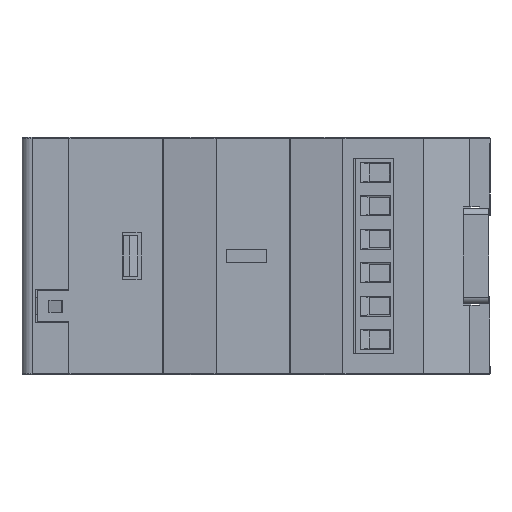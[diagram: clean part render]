
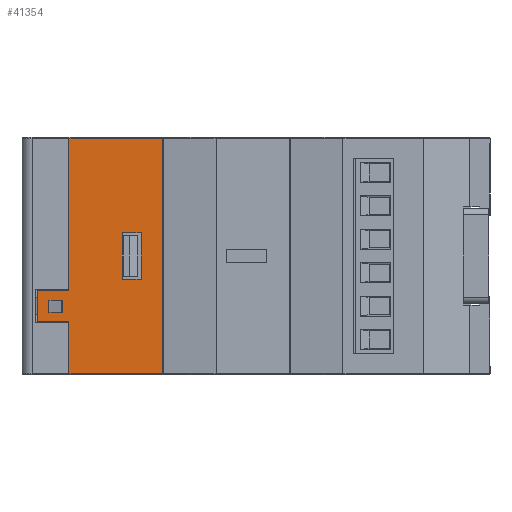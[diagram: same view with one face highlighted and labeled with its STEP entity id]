
A CAD part, left-side view. The second image highlights one B-rep face of the part: STEP entity #41354.
In plain terms, the highlighted planar face has unit normal (-1, 0, 0).
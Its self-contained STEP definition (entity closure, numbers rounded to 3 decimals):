
#2530 = EDGE_CURVE ( 'NONE', #42894, #44822, #25226, .T. ) ;
#3457 = EDGE_CURVE ( 'NONE', #51066, #12280, #22606, .T. ) ;
#3536 = VECTOR ( 'NONE', #44199, 1000. ) ;
#5187 = VERTEX_POINT ( 'NONE', #16219 ) ;
#6107 = ORIENTED_EDGE ( 'NONE', *, *, #27056, .T. ) ;
#6761 = VERTEX_POINT ( 'NONE', #31126 ) ;
#7373 = CARTESIAN_POINT ( 'NONE',  ( -40.397, 32.65, -22. ) ) ;
#7768 = DIRECTION ( 'NONE',  ( 0., 0., -1. ) ) ;
#8574 = ORIENTED_EDGE ( 'NONE', *, *, #14793, .F. ) ;
#8898 = CARTESIAN_POINT ( 'NONE',  ( -40.397, 21.85, 13.4 ) ) ;
#9251 = LINE ( 'NONE', #30102, #34517 ) ;
#9435 = CARTESIAN_POINT ( 'NONE',  ( -40.397, 24.65, -7.9 ) ) ;
#10130 = EDGE_CURVE ( 'NONE', #29089, #32710, #9251, .T. ) ;
#10183 = VECTOR ( 'NONE', #28213, 1000. ) ;
#10586 = LINE ( 'NONE', #24285, #19290 ) ;
#11264 = EDGE_CURVE ( 'NONE', #36925, #37047, #18713, .T. ) ;
#11735 = ORIENTED_EDGE ( 'NONE', *, *, #17846, .F. ) ;
#12074 = CARTESIAN_POINT ( 'NONE',  ( -40.397, 37.35, -14.25 ) ) ;
#12111 = VECTOR ( 'NONE', #50366, 1000. ) ;
#12199 = CARTESIAN_POINT ( 'NONE',  ( -40.397, 18.65, 13.4 ) ) ;
#12280 = VERTEX_POINT ( 'NONE', #43135 ) ;
#12320 = CARTESIAN_POINT ( 'NONE',  ( -40.397, 32.65, 13.4 ) ) ;
#12382 = CARTESIAN_POINT ( 'NONE',  ( -40.397, 18.65, -0.9 ) ) ;
#12791 = FACE_OUTER_BOUND ( 'NONE', #39892, .T. ) ;
#13354 = FACE_BOUND ( 'NONE', #15235, .T. ) ;
#13389 = VECTOR ( 'NONE', #39829, 1000. ) ;
#13588 = CARTESIAN_POINT ( 'NONE',  ( -40.397, 35.65, -11. ) ) ;
#13640 = ORIENTED_EDGE ( 'NONE', *, *, #48161, .T. ) ;
#14163 = EDGE_CURVE ( 'NONE', #29089, #37047, #24528, .T. ) ;
#14173 = CARTESIAN_POINT ( 'NONE',  ( -40.397, 35.65, -11. ) ) ;
#14793 = EDGE_CURVE ( 'NONE', #42123, #16407, #41074, .T. ) ;
#15143 = CARTESIAN_POINT ( 'NONE',  ( -40.397, 18.65, 13.2 ) ) ;
#15172 = VECTOR ( 'NONE', #25317, 1000. ) ;
#15235 = EDGE_LOOP ( 'NONE', ( #13640, #39547, #25385, #17405 ) ) ;
#15710 = DIRECTION ( 'NONE',  ( 0., 1., 0. ) ) ;
#16219 = CARTESIAN_POINT ( 'NONE',  ( -40.397, 32.65, -9.55 ) ) ;
#16287 = CARTESIAN_POINT ( 'NONE',  ( -40.397, 37.35, -9.55 ) ) ;
#16407 = VERTEX_POINT ( 'NONE', #24076 ) ;
#16856 = CARTESIAN_POINT ( 'NONE',  ( -40.397, 18.65, -22. ) ) ;
#17405 = ORIENTED_EDGE ( 'NONE', *, *, #25025, .T. ) ;
#17419 = CARTESIAN_POINT ( 'NONE',  ( -40.397, 32.65, -14.25 ) ) ;
#17846 = EDGE_CURVE ( 'NONE', #16407, #5187, #39897, .T. ) ;
#18053 = VECTOR ( 'NONE', #26838, 1000. ) ;
#18557 = VECTOR ( 'NONE', #24678, 1000. ) ;
#18713 = LINE ( 'NONE', #38194, #18053 ) ;
#18984 = VERTEX_POINT ( 'NONE', #14173 ) ;
#19290 = VECTOR ( 'NONE', #47259, 1000. ) ;
#20059 = ORIENTED_EDGE ( 'NONE', *, *, #2530, .T. ) ;
#20169 = CARTESIAN_POINT ( 'NONE',  ( -40.397, 33.65, -11. ) ) ;
#20835 = CARTESIAN_POINT ( 'NONE',  ( -40.397, 33.65, -12.8 ) ) ;
#21348 = CARTESIAN_POINT ( 'NONE',  ( -40.397, 24.65, -7.9 ) ) ;
#21925 = LINE ( 'NONE', #12382, #41691 ) ;
#22238 = ORIENTED_EDGE ( 'NONE', *, *, #34595, .F. ) ;
#22548 = LINE ( 'NONE', #30225, #42285 ) ;
#22606 = LINE ( 'NONE', #48696, #43677 ) ;
#22742 = VECTOR ( 'NONE', #36837, 1000. ) ;
#23112 = CARTESIAN_POINT ( 'NONE',  ( -40.397, 32.65, -9.55 ) ) ;
#23234 = VECTOR ( 'NONE', #40698, 1000. ) ;
#23633 = VERTEX_POINT ( 'NONE', #17419 ) ;
#24076 = CARTESIAN_POINT ( 'NONE',  ( -40.397, 37.35, -9.55 ) ) ;
#24285 = CARTESIAN_POINT ( 'NONE',  ( -40.397, 33.65, -11. ) ) ;
#24528 = LINE ( 'NONE', #12199, #13389 ) ;
#24678 = DIRECTION ( 'NONE',  ( 0., 0., 1. ) ) ;
#25025 = EDGE_CURVE ( 'NONE', #6761, #18984, #50621, .T. ) ;
#25226 = LINE ( 'NONE', #8898, #22742 ) ;
#25317 = DIRECTION ( 'NONE',  ( 0., -1., 0. ) ) ;
#25385 = ORIENTED_EDGE ( 'NONE', *, *, #29387, .T. ) ;
#26230 = LINE ( 'NONE', #12320, #10183 ) ;
#26445 = DIRECTION ( 'NONE',  ( 0., 0., 1. ) ) ;
#26838 = DIRECTION ( 'NONE',  ( 0., -1., 0. ) ) ;
#27056 = EDGE_CURVE ( 'NONE', #12280, #42894, #21925, .T. ) ;
#27841 = ORIENTED_EDGE ( 'NONE', *, *, #47231, .F. ) ;
#28213 = DIRECTION ( 'NONE',  ( 0., 0., 1. ) ) ;
#28382 = DIRECTION ( 'NONE',  ( 0., 0., 1. ) ) ;
#29089 = VERTEX_POINT ( 'NONE', #15143 ) ;
#29387 = EDGE_CURVE ( 'NONE', #49454, #6761, #33671, .T. ) ;
#29535 = CARTESIAN_POINT ( 'NONE',  ( -40.397, 32.65, 13.2 ) ) ;
#29703 = ORIENTED_EDGE ( 'NONE', *, *, #14163, .F. ) ;
#30102 = CARTESIAN_POINT ( 'NONE',  ( -40.397, 18.65, 13.2 ) ) ;
#30225 = CARTESIAN_POINT ( 'NONE',  ( -40.397, 32.65, 13.4 ) ) ;
#30290 = EDGE_LOOP ( 'NONE', ( #48692, #31983, #6107, #20059 ) ) ;
#31125 = CARTESIAN_POINT ( 'NONE',  ( -40.397, 33.65, -12.8 ) ) ;
#31126 = CARTESIAN_POINT ( 'NONE',  ( -40.397, 35.65, -12.8 ) ) ;
#31302 = ORIENTED_EDGE ( 'NONE', *, *, #10130, .T. ) ;
#31746 = DIRECTION ( 'NONE',  ( 1., 0., 0. ) ) ;
#31863 = CARTESIAN_POINT ( 'NONE',  ( -40.397, 21.85, -7.9 ) ) ;
#31983 = ORIENTED_EDGE ( 'NONE', *, *, #3457, .T. ) ;
#32487 = VECTOR ( 'NONE', #15710, 1000. ) ;
#32710 = VERTEX_POINT ( 'NONE', #29535 ) ;
#33417 = DIRECTION ( 'NONE',  ( 0., 0., 1. ) ) ;
#33599 = CARTESIAN_POINT ( 'NONE',  ( -40.397, 21.85, -0.9 ) ) ;
#33671 = LINE ( 'NONE', #20835, #23234 ) ;
#34517 = VECTOR ( 'NONE', #46543, 1000. ) ;
#34595 = EDGE_CURVE ( 'NONE', #36925, #23633, #22548, .T. ) ;
#36025 = CARTESIAN_POINT ( 'NONE',  ( -40.397, 33.65, -11. ) ) ;
#36551 = ORIENTED_EDGE ( 'NONE', *, *, #41376, .F. ) ;
#36837 = DIRECTION ( 'NONE',  ( 0., 0., -1. ) ) ;
#36925 = VERTEX_POINT ( 'NONE', #7373 ) ;
#37047 = VERTEX_POINT ( 'NONE', #16856 ) ;
#37325 = AXIS2_PLACEMENT_3D ( 'NONE', #47483, #31746, #7768 ) ;
#37430 = LINE ( 'NONE', #12074, #32487 ) ;
#38194 = CARTESIAN_POINT ( 'NONE',  ( -40.397, 18.65, -22. ) ) ;
#39547 = ORIENTED_EDGE ( 'NONE', *, *, #51041, .T. ) ;
#39672 = EDGE_CURVE ( 'NONE', #51066, #44822, #46717, .T. ) ;
#39678 = PLANE ( 'NONE',  #37325 ) ;
#39829 = DIRECTION ( 'NONE',  ( 0., 0., -1. ) ) ;
#39892 = EDGE_LOOP ( 'NONE', ( #31302, #27841, #11735, #8574, #36551, #22238, #51203, #29703 ) ) ;
#39897 = LINE ( 'NONE', #23112, #12111 ) ;
#40000 = DIRECTION ( 'NONE',  ( 0., -1., 0. ) ) ;
#40433 = VECTOR ( 'NONE', #28382, 1000. ) ;
#40698 = DIRECTION ( 'NONE',  ( 0., 1., 0. ) ) ;
#41074 = LINE ( 'NONE', #16287, #40433 ) ;
#41354 = ADVANCED_FACE ( 'NONE', ( #12791, #49196, #13354 ), #39678, .F. ) ;
#41376 = EDGE_CURVE ( 'NONE', #23633, #42123, #37430, .T. ) ;
#41691 = VECTOR ( 'NONE', #40000, 1000. ) ;
#42123 = VERTEX_POINT ( 'NONE', #44485 ) ;
#42285 = VECTOR ( 'NONE', #26445, 1000. ) ;
#42894 = VERTEX_POINT ( 'NONE', #33599 ) ;
#43135 = CARTESIAN_POINT ( 'NONE',  ( -40.397, 24.65, -0.9 ) ) ;
#43677 = VECTOR ( 'NONE', #33417, 1000. ) ;
#43716 = LINE ( 'NONE', #20169, #3536 ) ;
#44199 = DIRECTION ( 'NONE',  ( 0., 0., -1. ) ) ;
#44485 = CARTESIAN_POINT ( 'NONE',  ( -40.397, 37.35, -14.25 ) ) ;
#44822 = VERTEX_POINT ( 'NONE', #31863 ) ;
#46543 = DIRECTION ( 'NONE',  ( 0., 1., 0. ) ) ;
#46717 = LINE ( 'NONE', #21348, #15172 ) ;
#47231 = EDGE_CURVE ( 'NONE', #5187, #32710, #26230, .T. ) ;
#47259 = DIRECTION ( 'NONE',  ( 0., -1., 0. ) ) ;
#47483 = CARTESIAN_POINT ( 'NONE',  ( -40.397, 18.65, 13.4 ) ) ;
#48161 = EDGE_CURVE ( 'NONE', #18984, #50919, #10586, .T. ) ;
#48692 = ORIENTED_EDGE ( 'NONE', *, *, #39672, .F. ) ;
#48696 = CARTESIAN_POINT ( 'NONE',  ( -40.397, 24.65, 13.4 ) ) ;
#49196 = FACE_BOUND ( 'NONE', #30290, .T. ) ;
#49454 = VERTEX_POINT ( 'NONE', #31125 ) ;
#50366 = DIRECTION ( 'NONE',  ( 0., -1., 0. ) ) ;
#50621 = LINE ( 'NONE', #13588, #18557 ) ;
#50919 = VERTEX_POINT ( 'NONE', #36025 ) ;
#51041 = EDGE_CURVE ( 'NONE', #50919, #49454, #43716, .T. ) ;
#51066 = VERTEX_POINT ( 'NONE', #9435 ) ;
#51203 = ORIENTED_EDGE ( 'NONE', *, *, #11264, .T. ) ;
